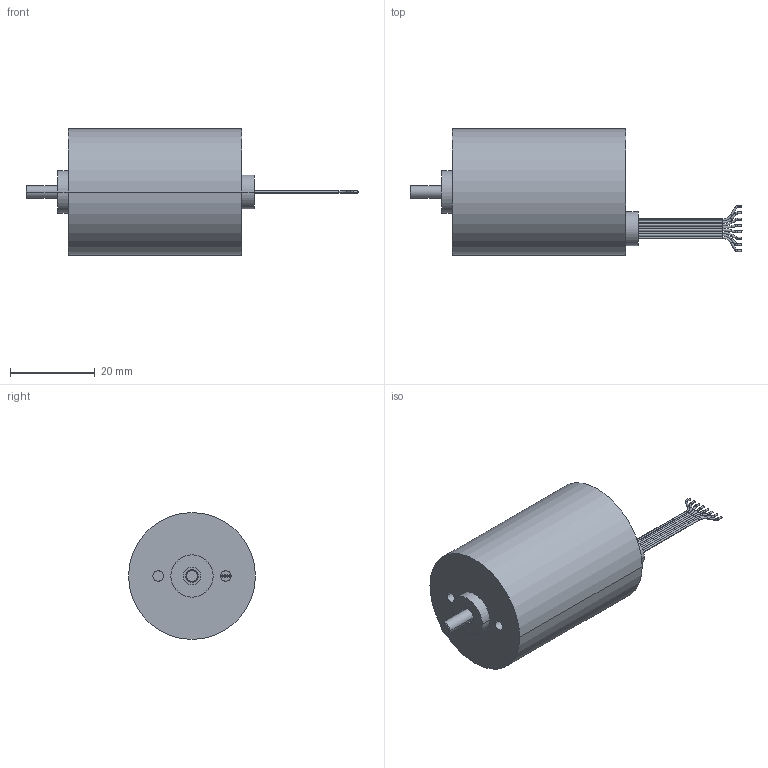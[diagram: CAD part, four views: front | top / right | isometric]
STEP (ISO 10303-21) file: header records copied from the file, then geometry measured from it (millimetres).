
FILE_DESCRIPTION (( 'STEP AP203' ), '1' );
FILE_NAME ('R30BLB6L2.STEP', '2018-05-31T08:16:59', ( 'User' ), ( 'China' ), 'SwSTEP 2.0', 'SolidWorks 2012', '' );
FILE_SCHEMA (( 'CONFIG_CONTROL_DESIGN' ));
Length unit declared in the file: millimetre
Products named in the file (1): R30BLB6L2
Bounding box: 78.52 x 30 x 30 mm (x, y, z)
Surface area: 5924.7 mm2 (no closed solid volume)
Topology: 0 solids, 2 shells, 111 faces, 234 edges, 138 vertices
Faces by surface type: cylinder 62, torus 32, plane 15, cone 2
Entity records: 3080 total; most frequent: DIRECTION 628, CARTESIAN_POINT 484, ORIENTED_EDGE 462, AXIS2_PLACEMENT_3D 282, EDGE_CURVE 234, CIRCLE 170, VERTEX_POINT 138, EDGE_LOOP 125
